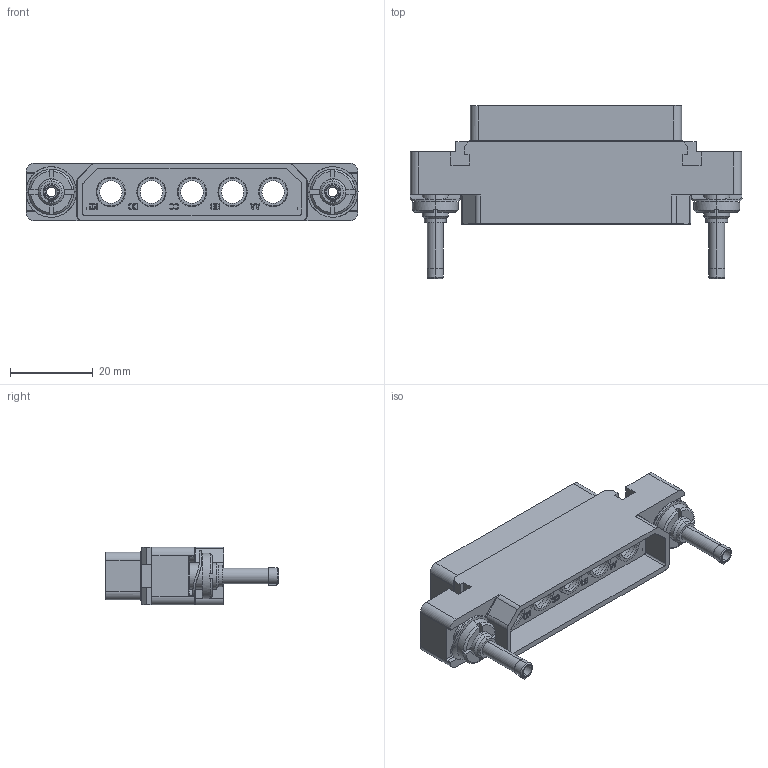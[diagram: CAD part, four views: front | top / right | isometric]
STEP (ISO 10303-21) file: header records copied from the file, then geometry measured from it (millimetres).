
FILE_DESCRIPTION((''),'2;1');
FILE_NAME('00197772300','2020-09-23T',('presta_be4'),(''),'CREO PARAMETRIC BY PTC INC, 2018360','CREO PARAMETRIC BY PTC INC, 2018360','');
FILE_SCHEMA(('CONFIG_CONTROL_DESIGN'));
Length unit declared in the file: millimetre
Products named in the file (1): 00197772300
Bounding box: 80.2 x 41.83 x 14 mm (x, y, z)
Volume: 14992.1 mm3; surface area: 13660.3 mm2
Topology: 1 solids, 1 shells, 1841 faces, 5018 edges, 3266 vertices
Faces by surface type: plane 1273, cylinder 273, cone 195, torus 100
Entity records: 59025 total; most frequent: CARTESIAN_POINT 12137, ORIENTED_EDGE 10036, DIRECTION 9407, EDGE_CURVE 5018, VECTOR 3639, LINE 3639, VERTEX_POINT 3266, AXIS2_PLACEMENT_3D 2884
